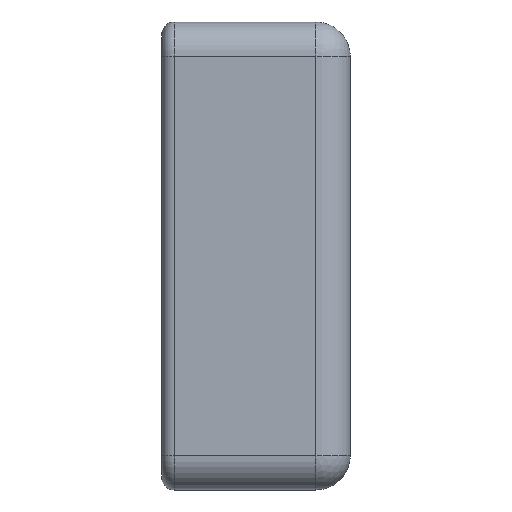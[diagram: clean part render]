
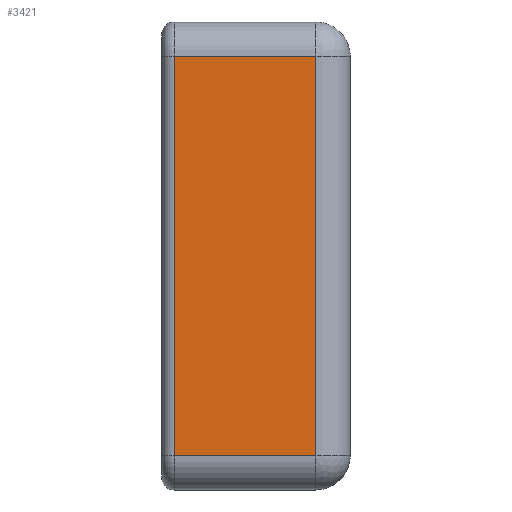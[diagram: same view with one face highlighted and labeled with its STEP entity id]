
A CAD part, left-side view. The second image highlights one B-rep face of the part: STEP entity #3421.
In plain terms, the highlighted planar face has unit normal (-1, 0, 0).
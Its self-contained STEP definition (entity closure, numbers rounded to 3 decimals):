
#567=FACE_OUTER_BOUND('',#801,.T.);
#801=EDGE_LOOP('',(#2788,#2789,#2790,#2791));
#1054=LINE('',#5847,#1303);
#1058=LINE('',#5868,#1307);
#1074=LINE('',#5940,#1323);
#1076=LINE('',#5961,#1325);
#1303=VECTOR('',#4402,10.);
#1307=VECTOR('',#4428,10.);
#1323=VECTOR('',#4512,10.);
#1325=VECTOR('',#4548,10.);
#1589=VERTEX_POINT('',#5837);
#1591=VERTEX_POINT('',#5843);
#1598=VERTEX_POINT('',#5866);
#1620=VERTEX_POINT('',#5938);
#1978=EDGE_CURVE('',#1589,#1591,#1054,.T.);
#1989=EDGE_CURVE('',#1598,#1589,#1058,.T.);
#2025=EDGE_CURVE('',#1620,#1598,#1074,.T.);
#2036=EDGE_CURVE('',#1620,#1591,#1076,.T.);
#2788=ORIENTED_EDGE('',*,*,#1978,.F.);
#2789=ORIENTED_EDGE('',*,*,#1989,.F.);
#2790=ORIENTED_EDGE('',*,*,#2025,.F.);
#2791=ORIENTED_EDGE('',*,*,#2036,.T.);
#3290=PLANE('',#3752);
#3421=ADVANCED_FACE('',(#567),#3290,.T.);
#3752=AXIS2_PLACEMENT_3D('',#5960,#4546,#4547);
#4402=DIRECTION('',(0.,0.,1.));
#4428=DIRECTION('',(0.,1.,0.));
#4512=DIRECTION('',(0.,0.,-1.));
#4546=DIRECTION('center_axis',(-1.,0.,0.));
#4547=DIRECTION('ref_axis',(0.,0.,-1.));
#4548=DIRECTION('',(0.,1.,0.));
#5837=CARTESIAN_POINT('',(-34.15,15.7,-29.15));
#5843=CARTESIAN_POINT('',(-34.15,15.7,29.15));
#5847=CARTESIAN_POINT('',(-34.15,15.7,14.575));
#5866=CARTESIAN_POINT('',(-34.15,-5.,-29.15));
#5868=CARTESIAN_POINT('',(-34.15,0.,-29.15));
#5938=CARTESIAN_POINT('',(-34.15,-5.,29.15));
#5940=CARTESIAN_POINT('',(-34.15,-5.,14.575));
#5960=CARTESIAN_POINT('Origin',(-34.15,0.,29.15));
#5961=CARTESIAN_POINT('',(-34.15,0.,29.15));
